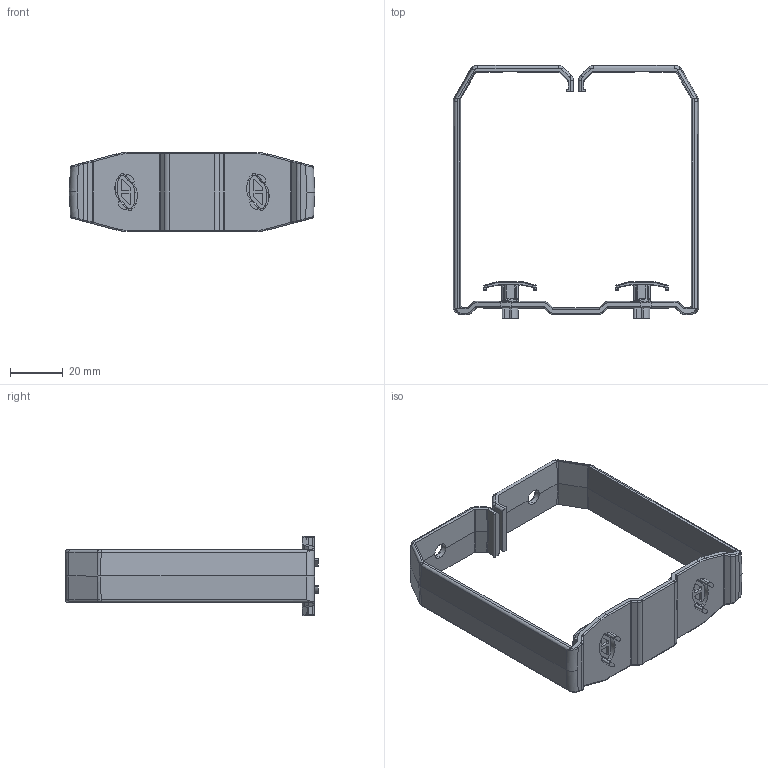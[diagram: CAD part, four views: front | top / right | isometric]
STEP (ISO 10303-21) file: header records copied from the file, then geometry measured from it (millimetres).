
FILE_DESCRIPTION (( 'STEP AP203' ), '1' );
FILE_NAME ('CL-4040.step', '2020-08-27T16:19:35', ( '' ), ( '' ), 'SwSTEP 2.0', 'SolidWorks 2019', '' );
FILE_SCHEMA (( 'CONFIG_CONTROL_DESIGN' ));
Length unit declared in the file: inch
Products named in the file (1): CL-4040
Bounding box: 93.2 x 96 x 30 mm (x, y, z)
Volume: 18830.6 mm3; surface area: 19258.9 mm2
Topology: 1 solids, 1 shells, 965 faces, 2574 edges, 1639 vertices
Faces by surface type: plane 608, cylinder 280, bspline 77
Entity records: 33598 total; most frequent: CARTESIAN_POINT 10599, ORIENTED_EDGE 5148, DIRECTION 4178, EDGE_CURVE 2574, LINE 1854, VECTOR 1854, VERTEX_POINT 1639, AXIS2_PLACEMENT_3D 1162
